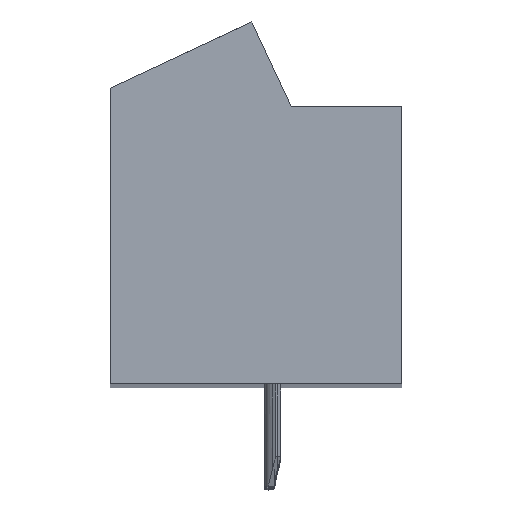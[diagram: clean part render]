
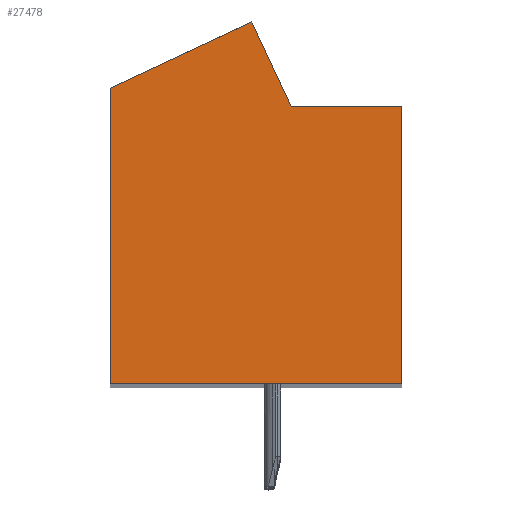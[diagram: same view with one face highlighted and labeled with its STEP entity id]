
A CAD part, top view. The second image highlights one B-rep face of the part: STEP entity #27478.
In plain terms, the highlighted planar face has unit normal (0, 0, 1).
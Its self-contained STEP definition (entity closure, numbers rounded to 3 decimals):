
#9675=DIRECTION('',(-1.,0.,0.));
#9676=VECTOR('',#9675,3.79);
#9677=CARTESIAN_POINT('',(5.002,3.3,78.75));
#9678=LINE('',#9677,#9676);
#9679=DIRECTION('',(0.,1.,0.));
#9680=VECTOR('',#9679,9.5);
#9681=CARTESIAN_POINT('',(5.002,-6.2,78.75));
#9682=LINE('',#9681,#9680);
#9683=DIRECTION('',(1.,0.,0.));
#9684=VECTOR('',#9683,10.);
#9685=CARTESIAN_POINT('',(-4.998,-6.2,78.75));
#9686=LINE('',#9685,#9684);
#9687=DIRECTION('',(0.,-1.,0.));
#9688=VECTOR('',#9687,10.135);
#9689=CARTESIAN_POINT('',(-4.998,3.935,78.75));
#9690=LINE('',#9689,#9688);
#9691=DIRECTION('',(-0.906,-0.423,0.));
#9692=VECTOR('',#9691,5.36);
#9693=CARTESIAN_POINT('',(-0.14,6.2,78.75));
#9694=LINE('',#9693,#9692);
#9695=DIRECTION('',(-0.423,0.906,0.));
#9696=VECTOR('',#9695,3.2);
#9697=CARTESIAN_POINT('',(1.212,3.3,78.75));
#9698=LINE('',#9697,#9696);
#11896=CARTESIAN_POINT('',(5.002,3.3,78.75));
#11897=CARTESIAN_POINT('',(1.212,3.3,78.75));
#11898=VERTEX_POINT('',#11896);
#11899=VERTEX_POINT('',#11897);
#11900=CARTESIAN_POINT('',(-0.14,6.2,78.75));
#11901=VERTEX_POINT('',#11900);
#11902=CARTESIAN_POINT('',(-4.998,3.935,78.75));
#11903=VERTEX_POINT('',#11902);
#11904=CARTESIAN_POINT('',(-4.998,-6.2,78.75));
#11905=VERTEX_POINT('',#11904);
#11906=CARTESIAN_POINT('',(5.002,-6.2,78.75));
#11907=VERTEX_POINT('',#11906);
#27465=CARTESIAN_POINT('',(0.,0.,78.75));
#27466=DIRECTION('',(0.,0.,1.));
#27467=DIRECTION('',(1.,0.,0.));
#27468=AXIS2_PLACEMENT_3D('',#27465,#27466,#27467);
#27469=PLANE('',#27468);
#27470=ORIENTED_EDGE('',*,*,#15199,.F.);
#27471=ORIENTED_EDGE('',*,*,#15214,.F.);
#27472=ORIENTED_EDGE('',*,*,#15228,.F.);
#27473=ORIENTED_EDGE('',*,*,#15659,.F.);
#27474=ORIENTED_EDGE('',*,*,#16510,.F.);
#27475=ORIENTED_EDGE('',*,*,#27459,.F.);
#27476=EDGE_LOOP('',(#27470,#27471,#27472,#27473,#27474,#27475));
#27477=FACE_OUTER_BOUND('',#27476,.F.);
#15199=EDGE_CURVE('',#11898,#11899,#9678,.T.);
#15214=EDGE_CURVE('',#11907,#11898,#9682,.T.);
#15228=EDGE_CURVE('',#11905,#11907,#9686,.T.);
#15659=EDGE_CURVE('',#11903,#11905,#9690,.T.);
#16510=EDGE_CURVE('',#11901,#11903,#9694,.T.);
#27459=EDGE_CURVE('',#11899,#11901,#9698,.T.);
#27478=ADVANCED_FACE('',(#27477),#27469,.T.);
